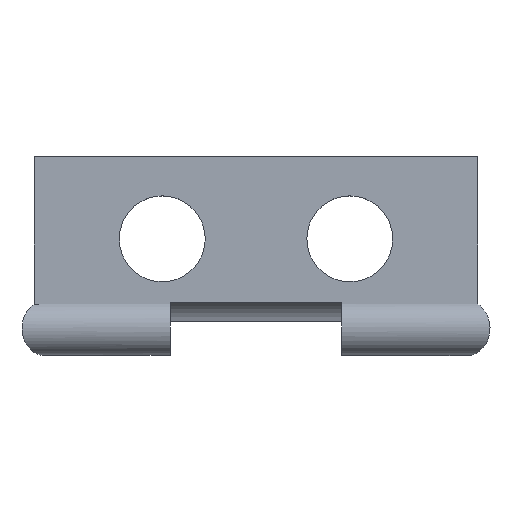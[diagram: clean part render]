
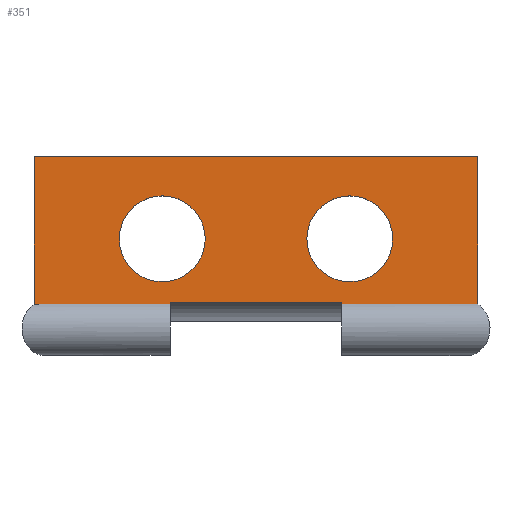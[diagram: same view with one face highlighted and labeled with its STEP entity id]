
A CAD part, top view. The second image highlights one B-rep face of the part: STEP entity #351.
In plain terms, the highlighted planar face has unit normal (0, 0, 1).
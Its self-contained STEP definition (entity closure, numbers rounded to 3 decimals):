
#21=CIRCLE('',#389,3.);
#22=CIRCLE('',#391,3.);
#33=FACE_BOUND('',#84,.T.);
#34=FACE_BOUND('',#85,.T.);
#41=PLANE('',#401);
#59=FACE_OUTER_BOUND('',#83,.T.);
#83=EDGE_LOOP('',(#307,#308,#309,#310,#311,#312,#313,#314));
#84=EDGE_LOOP('',(#315));
#85=EDGE_LOOP('',(#316));
#96=LINE('',#531,#122);
#99=LINE('',#538,#125);
#103=LINE('',#569,#129);
#105=LINE('',#574,#131);
#108=LINE('',#588,#134);
#112=LINE('',#603,#138);
#116=LINE('',#616,#142);
#117=LINE('',#618,#143);
#122=VECTOR('',#416,10.);
#125=VECTOR('',#423,10.);
#129=VECTOR('',#441,10.);
#131=VECTOR('',#447,10.);
#134=VECTOR('',#462,10.);
#138=VECTOR('',#480,10.);
#142=VECTOR('',#494,10.);
#143=VECTOR('',#497,10.);
#155=VERTEX_POINT('',#528);
#156=VERTEX_POINT('',#530);
#158=VERTEX_POINT('',#536);
#165=VERTEX_POINT('',#566);
#166=VERTEX_POINT('',#568);
#172=VERTEX_POINT('',#586);
#173=VERTEX_POINT('',#590);
#174=VERTEX_POINT('',#594);
#176=VERTEX_POINT('',#602);
#180=VERTEX_POINT('',#614);
#188=EDGE_CURVE('',#156,#155,#96,.T.);
#192=EDGE_CURVE('',#158,#155,#99,.T.);
#202=EDGE_CURVE('',#166,#165,#103,.T.);
#205=EDGE_CURVE('',#165,#156,#105,.F.);
#212=EDGE_CURVE('',#158,#172,#108,.T.);
#214=EDGE_CURVE('',#173,#173,#21,.T.);
#216=EDGE_CURVE('',#174,#174,#22,.T.);
#219=EDGE_CURVE('',#176,#166,#112,.T.);
#226=EDGE_CURVE('',#180,#172,#116,.T.);
#227=EDGE_CURVE('',#180,#176,#117,.T.);
#307=ORIENTED_EDGE('',*,*,#212,.T.);
#308=ORIENTED_EDGE('',*,*,#226,.F.);
#309=ORIENTED_EDGE('',*,*,#227,.T.);
#310=ORIENTED_EDGE('',*,*,#219,.T.);
#311=ORIENTED_EDGE('',*,*,#202,.T.);
#312=ORIENTED_EDGE('',*,*,#205,.T.);
#313=ORIENTED_EDGE('',*,*,#188,.T.);
#314=ORIENTED_EDGE('',*,*,#192,.F.);
#315=ORIENTED_EDGE('',*,*,#214,.T.);
#316=ORIENTED_EDGE('',*,*,#216,.T.);
#351=ADVANCED_FACE('',(#59,#33,#34),#41,.T.);
#389=AXIS2_PLACEMENT_3D('',#592,#466,#467);
#391=AXIS2_PLACEMENT_3D('',#596,#471,#472);
#401=AXIS2_PLACEMENT_3D('',#620,#499,#500);
#416=DIRECTION('',(-1.,0.,0.));
#423=DIRECTION('',(0.,1.,0.));
#441=DIRECTION('',(1.,0.,0.));
#447=DIRECTION('',(0.,-1.,0.));
#462=DIRECTION('',(1.,0.,0.));
#466=DIRECTION('center_axis',(0.,0.,-1.));
#467=DIRECTION('ref_axis',(-1.,0.,0.));
#471=DIRECTION('center_axis',(0.,0.,-1.));
#472=DIRECTION('ref_axis',(-1.,0.,0.));
#480=DIRECTION('',(0.,-1.,0.));
#494=DIRECTION('',(0.,-1.,0.));
#497=DIRECTION('',(1.,0.,0.));
#499=DIRECTION('center_axis',(0.,0.,1.));
#500=DIRECTION('ref_axis',(1.,0.,0.));
#528=CARTESIAN_POINT('',(-43.799,40.,-20.3));
#530=CARTESIAN_POINT('',(-12.794,40.,-20.3));
#531=CARTESIAN_POINT('',(-36.178,40.,-20.3));
#536=CARTESIAN_POINT('',(-43.799,29.673,-20.3));
#538=CARTESIAN_POINT('',(-43.799,2.,-20.3));
#566=CARTESIAN_POINT('',(-12.794,29.673,-20.3));
#568=CARTESIAN_POINT('',(-22.297,29.673,-20.3));
#569=CARTESIAN_POINT('',(-34.297,29.673,-20.3));
#574=CARTESIAN_POINT('',(-12.794,2.,-20.3));
#586=CARTESIAN_POINT('',(-34.297,29.673,-20.3));
#588=CARTESIAN_POINT('',(-34.297,29.673,-20.3));
#590=CARTESIAN_POINT('',(-18.748,34.25,-20.3));
#592=CARTESIAN_POINT('Origin',(-21.748,34.25,-20.3));
#594=CARTESIAN_POINT('',(-31.845,34.25,-20.3));
#596=CARTESIAN_POINT('Origin',(-34.845,34.25,-20.3));
#602=CARTESIAN_POINT('',(-22.297,29.786,-20.3));
#603=CARTESIAN_POINT('',(-22.297,15.,-20.3));
#614=CARTESIAN_POINT('',(-34.297,29.786,-20.3));
#616=CARTESIAN_POINT('',(-34.297,15.,-20.3));
#618=CARTESIAN_POINT('',(-28.297,29.786,-20.3));
#620=CARTESIAN_POINT('Origin',(-44.06,2.,-20.3));
